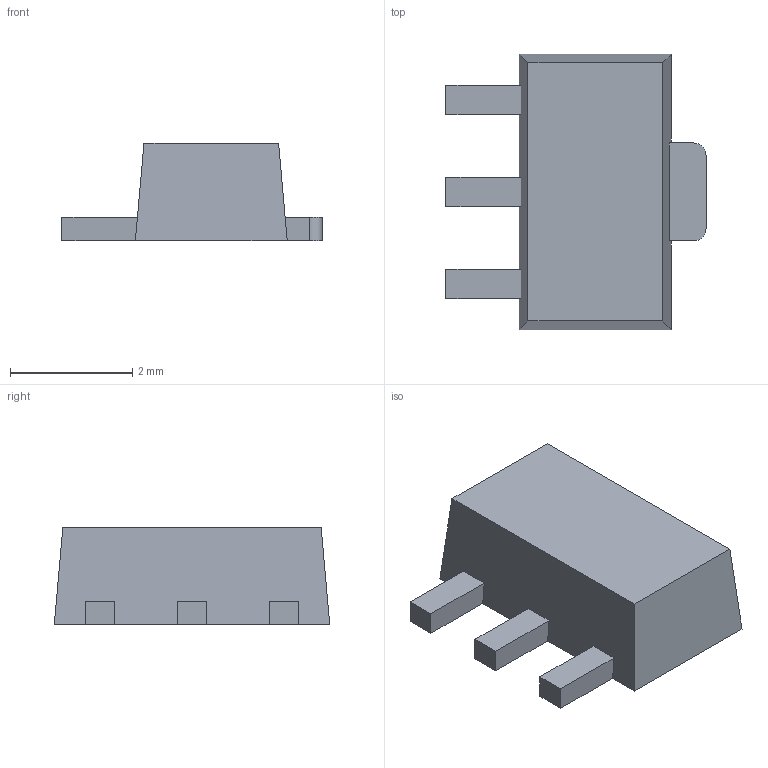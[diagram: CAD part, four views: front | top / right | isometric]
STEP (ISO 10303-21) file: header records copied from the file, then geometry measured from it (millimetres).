
FILE_DESCRIPTION((''),'2;1');
FILE_NAME('DIODES-INC_SOT89-3L.stp','2011-05-04T10:22:29',(''),(''),'Mechanical Desktop 2011','Mechanical Desktop 2011',', , ');
FILE_SCHEMA(('AUTOMOTIVE_DESIGN { 1 2 10303 214 1 1 1 1 }'));
Length unit declared in the file: millimetre
Products named in the file (1): Product
Bounding box: 4.25 x 4.5 x 1.6 mm (x, y, z)
Volume: 17.4 mm3; surface area: 62.6 mm2
Topology: 4 solids, 4 shells, 38 faces, 90 edges, 60 vertices
Faces by surface type: bspline 25, plane 11, cylinder 2
Entity records: 1127 total; most frequent: CARTESIAN_POINT 264, ORIENTED_EDGE 180, DIRECTION 122, EDGE_CURVE 90, VECTOR 86, LINE 86, VERTEX_POINT 60, EDGE_LOOP 38
